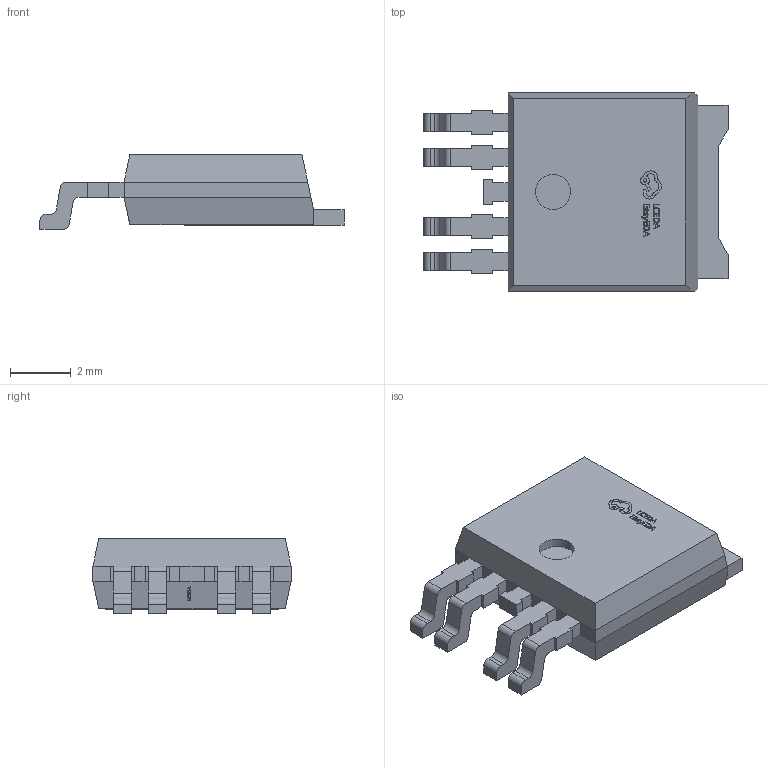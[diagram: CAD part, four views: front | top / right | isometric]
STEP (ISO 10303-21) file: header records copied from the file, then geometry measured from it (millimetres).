
FILE_DESCRIPTION (( 'STEP AP214' ), '1' );
FILE_NAME ('PG-TO-252_L6.5-W6.3-H2.3-P1.14-LS10.0-TL.step', '2022-07-08T08:32:35', ( '' ), ( '' ), 'SwSTEP 2.0', 'SolidWorks 2020', '' );
FILE_SCHEMA (( 'AUTOMOTIVE_DESIGN' ));
Length unit declared in the file: millimetre
Products named in the file (1): PG-TO-252_L6.5-W6.3-H2.3-P1.14-LS10.0-TL
Bounding box: 9.98 x 6.5 x 2.45 mm (x, y, z)
Volume: 94.7 mm3; surface area: 176.2 mm2
Topology: 1 solids, 1 shells, 421 faces, 1148 edges, 756 vertices
Faces by surface type: plane 285, bspline 114, cylinder 22
Entity records: 17252 total; most frequent: CARTESIAN_POINT 4688, ORIENTED_EDGE 2296, DIRECTION 1576, EDGE_CURVE 1148, LINE 872, VECTOR 872, VERTEX_POINT 756, EDGE_LOOP 448
